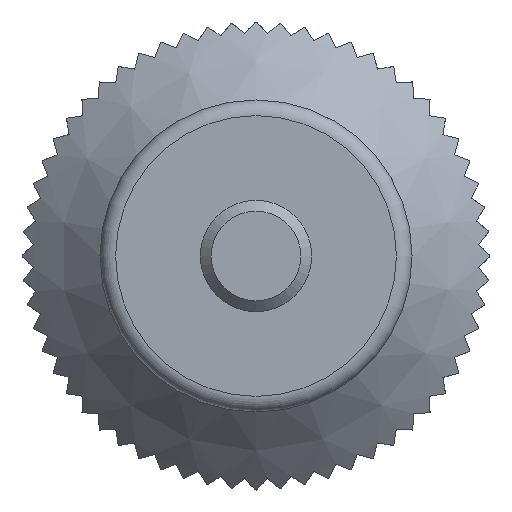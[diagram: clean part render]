
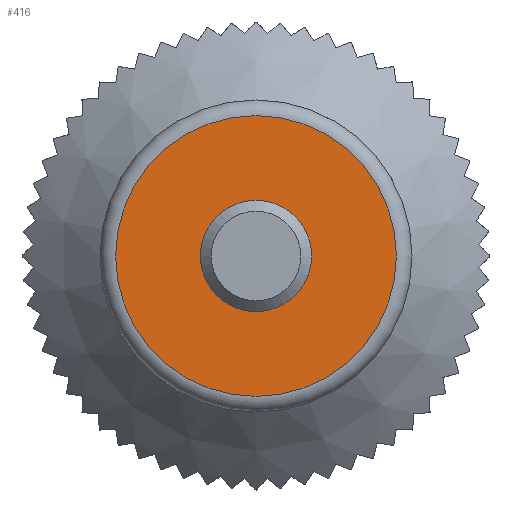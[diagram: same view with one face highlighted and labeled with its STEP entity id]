
A CAD part, front view. The second image highlights one B-rep face of the part: STEP entity #416.
In plain terms, the highlighted planar face has unit normal (0, -1, 0).
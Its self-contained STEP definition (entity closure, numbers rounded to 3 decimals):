
#416 = ADVANCED_FACE( '', ( #934, #935 ), #936, .F. );
#934 = FACE_BOUND( '', #1555, .T. );
#935 = FACE_OUTER_BOUND( '', #1556, .T. );
#936 = PLANE( '', #1557 );
#1555 = EDGE_LOOP( '', ( #2820 ) );
#1556 = EDGE_LOOP( '', ( #2821 ) );
#1557 = AXIS2_PLACEMENT_3D( '', #2822, #2823, #2824 );
#2820 = ORIENTED_EDGE( '', *, *, #4377, .F. );
#2821 = ORIENTED_EDGE( '', *, *, #4378, .T. );
#2822 = CARTESIAN_POINT( '', ( 6.3, 0., 0. ) );
#2823 = DIRECTION( '', ( 0., 1., 0. ) );
#2824 = DIRECTION( '', ( 0., 0., 1. ) );
#4377 = EDGE_CURVE( '', #5497, #5497, #5498, .F. );
#4378 = EDGE_CURVE( '', #5499, #5499, #5500, .T. );
#5497 = VERTEX_POINT( '', #7603 );
#5498 = CIRCLE( '', #7604, 2.5 );
#5499 = VERTEX_POINT( '', #7605 );
#5500 = CIRCLE( '', #7606, 6.3 );
#7603 = CARTESIAN_POINT( '', ( 0., 0., 2.5 ) );
#7604 = AXIS2_PLACEMENT_3D( '', #8836, #8837, #8838 );
#7605 = CARTESIAN_POINT( '', ( 0., 0., -6.3 ) );
#7606 = AXIS2_PLACEMENT_3D( '', #8839, #8840, #8841 );
#8836 = CARTESIAN_POINT( '', ( 0., 0., 0. ) );
#8837 = DIRECTION( '', ( 0., 1., 0. ) );
#8838 = DIRECTION( '', ( 0., 0., 1. ) );
#8839 = CARTESIAN_POINT( '', ( 0., 0., 0. ) );
#8840 = DIRECTION( '', ( 0., -1., 0. ) );
#8841 = DIRECTION( '', ( 0., 0., -1. ) );
